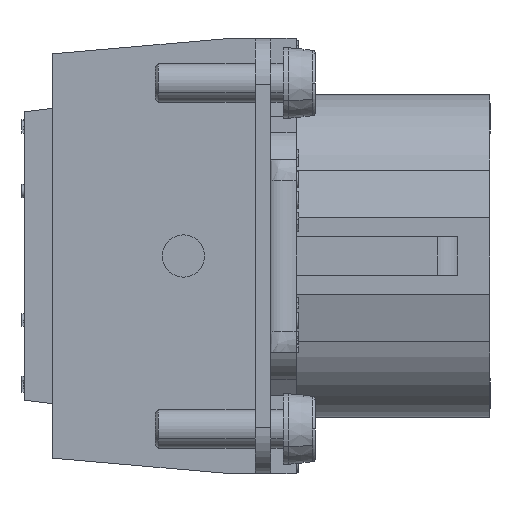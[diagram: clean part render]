
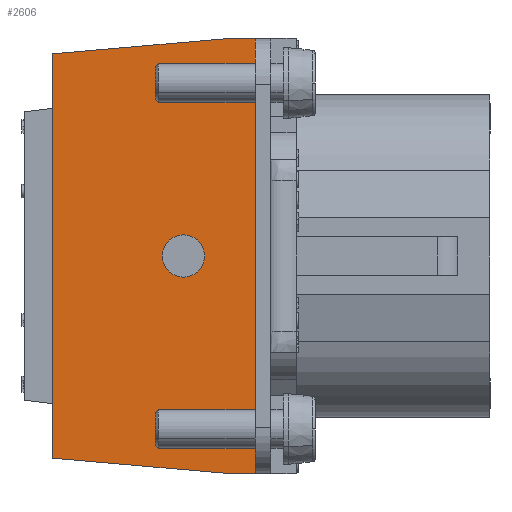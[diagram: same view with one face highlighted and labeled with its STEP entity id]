
A CAD part, left-side view. The second image highlights one B-rep face of the part: STEP entity #2606.
In plain terms, the highlighted planar face has unit normal (-1, 0, 0).
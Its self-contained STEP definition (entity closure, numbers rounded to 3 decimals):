
#814=FACE_BOUND('',#7140,.T.);
#815=FACE_BOUND('',#7141,.T.);
#1760=CIRCLE('',#30408,1.65);
#2606=ADVANCED_FACE('',(#814,#815),#4376,.T.);
#4376=PLANE('',#30409);
#7140=EDGE_LOOP('',(#10224,#10225,#10226,#10227,#10228,#10229,#10230,#10231,
#10232,#10233));
#7141=EDGE_LOOP('',(#10234));
#10224=ORIENTED_EDGE('',*,*,#20538,.T.);
#10225=ORIENTED_EDGE('',*,*,#20577,.T.);
#10226=ORIENTED_EDGE('',*,*,#21015,.T.);
#10227=ORIENTED_EDGE('',*,*,#21016,.F.);
#10228=ORIENTED_EDGE('',*,*,#21017,.F.);
#10229=ORIENTED_EDGE('',*,*,#21018,.F.);
#10230=ORIENTED_EDGE('',*,*,#21019,.F.);
#10231=ORIENTED_EDGE('',*,*,#21020,.F.);
#10232=ORIENTED_EDGE('',*,*,#21021,.T.);
#10233=ORIENTED_EDGE('',*,*,#20585,.F.);
#10234=ORIENTED_EDGE('',*,*,#21022,.T.);
#17683=VERTEX_POINT('',#41830);
#17685=VERTEX_POINT('',#41833);
#17718=VERTEX_POINT('',#41906);
#17721=VERTEX_POINT('',#41919);
#18136=VERTEX_POINT('',#42784);
#18137=VERTEX_POINT('',#42786);
#18138=VERTEX_POINT('',#42788);
#18139=VERTEX_POINT('',#42790);
#18140=VERTEX_POINT('',#42792);
#18141=VERTEX_POINT('',#42794);
#18142=VERTEX_POINT('',#42797);
#20538=EDGE_CURVE('',#17685,#17683,#24508,.T.);
#20577=EDGE_CURVE('',#17683,#17718,#24527,.T.);
#20585=EDGE_CURVE('',#17685,#17721,#24535,.T.);
#21015=EDGE_CURVE('',#17718,#18136,#24882,.T.);
#21016=EDGE_CURVE('',#18137,#18136,#24883,.T.);
#21017=EDGE_CURVE('',#18138,#18137,#24884,.T.);
#21018=EDGE_CURVE('',#18139,#18138,#24885,.T.);
#21019=EDGE_CURVE('',#18140,#18139,#24886,.T.);
#21020=EDGE_CURVE('',#18141,#18140,#24887,.T.);
#21021=EDGE_CURVE('',#18141,#17721,#24888,.T.);
#21022=EDGE_CURVE('',#18142,#18142,#1760,.T.);
#24508=LINE('',#41832,#27394);
#24527=LINE('',#41907,#27413);
#24535=LINE('',#41918,#27421);
#24882=LINE('',#42783,#27768);
#24883=LINE('',#42785,#27769);
#24884=LINE('',#42787,#27770);
#24885=LINE('',#42789,#27771);
#24886=LINE('',#42791,#27772);
#24887=LINE('',#42793,#27773);
#24888=LINE('',#42795,#27774);
#27394=VECTOR('',#33108,1.);
#27413=VECTOR('',#33171,1.);
#27421=VECTOR('',#33181,1.);
#27768=VECTOR('',#33710,1.);
#27769=VECTOR('',#33711,1.);
#27770=VECTOR('',#33712,1.);
#27771=VECTOR('',#33713,1.);
#27772=VECTOR('',#33714,1.);
#27773=VECTOR('',#33715,1.);
#27774=VECTOR('',#33716,1.);
#30408=AXIS2_PLACEMENT_3D('',#42796,#33717,#33718);
#30409=AXIS2_PLACEMENT_3D('',#42798,#33719,#33720);
#33108=DIRECTION('',(0.,0.,1.));
#33171=DIRECTION('',(0.,1.,0.));
#33181=DIRECTION('',(0.,1.,0.));
#33710=DIRECTION('',(0.,0.996,-0.087));
#33711=DIRECTION('',(0.,0.,1.));
#33712=DIRECTION('',(0.,0.,1.));
#33713=DIRECTION('',(0.,0.,1.));
#33714=DIRECTION('',(0.,0.,1.));
#33715=DIRECTION('',(0.,0.,1.));
#33716=DIRECTION('',(0.,-0.996,-0.087));
#33717=DIRECTION('',(1.,0.,0.));
#33718=DIRECTION('',(0.,0.,1.));
#33719=DIRECTION('',(-1.,0.,0.));
#33720=DIRECTION('',(0.,0.,1.));
#41830=CARTESIAN_POINT('',(-45.1,-18.,17.));
#41832=CARTESIAN_POINT('',(-45.1,-18.,0.7));
#41833=CARTESIAN_POINT('',(-45.1,-18.,-17.));
#41906=CARTESIAN_POINT('',(-45.1,-16.2,17.));
#41907=CARTESIAN_POINT('',(-45.1,-18.2,17.));
#41918=CARTESIAN_POINT('',(-45.1,-16.2,-17.));
#41919=CARTESIAN_POINT('',(-45.1,-16.2,-17.));
#42783=CARTESIAN_POINT('',(-45.1,-16.2,17.));
#42784=CARTESIAN_POINT('',(-45.1,-2.2,15.775));
#42785=CARTESIAN_POINT('',(-45.1,-2.2,15.775));
#42786=CARTESIAN_POINT('',(-45.1,-2.2,10.));
#42787=CARTESIAN_POINT('',(-45.1,-2.2,6.308));
#42788=CARTESIAN_POINT('',(-45.1,-2.2,6.308));
#42789=CARTESIAN_POINT('',(-45.1,-2.2,15.775));
#42790=CARTESIAN_POINT('',(-45.1,-2.2,-6.308));
#42791=CARTESIAN_POINT('',(-45.1,-2.2,-10.));
#42792=CARTESIAN_POINT('',(-45.1,-2.2,-10.));
#42793=CARTESIAN_POINT('',(-45.1,-2.2,15.775));
#42794=CARTESIAN_POINT('',(-45.1,-2.2,-15.775));
#42795=CARTESIAN_POINT('',(-45.1,-2.2,-15.775));
#42796=CARTESIAN_POINT('',(-45.1,-12.4,0.));
#42797=CARTESIAN_POINT('',(-45.1,-12.4,1.65));
#42798=CARTESIAN_POINT('',(-45.1,-21.515,10.748));
